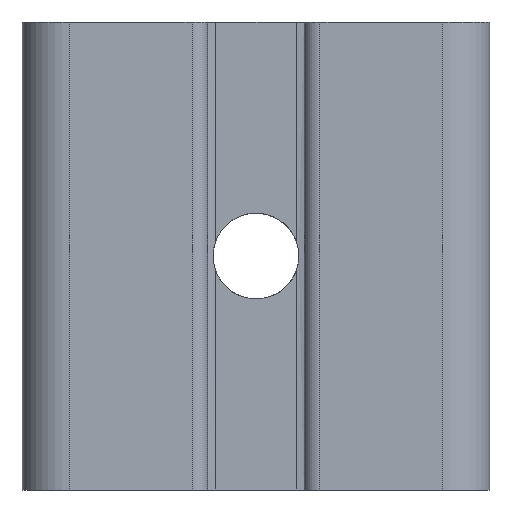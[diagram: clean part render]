
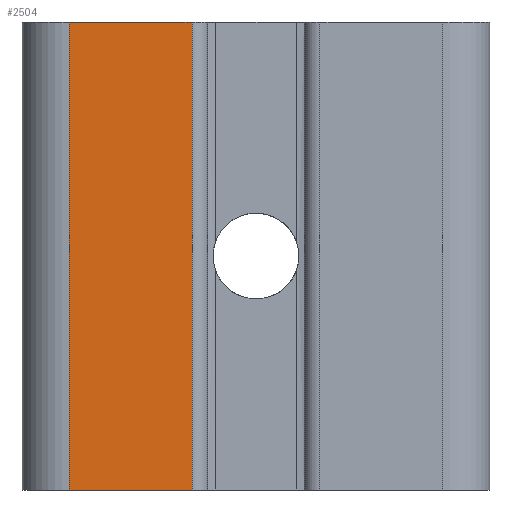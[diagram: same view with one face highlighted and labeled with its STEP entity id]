
A CAD part, left-side view. The second image highlights one B-rep face of the part: STEP entity #2504.
In plain terms, the highlighted planar face has unit normal (-1, 0, 0).
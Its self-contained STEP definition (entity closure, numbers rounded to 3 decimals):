
#54=PLANE('',#2722);
#221=LINE('',#4470,#443);
#222=LINE('',#4474,#444);
#223=LINE('',#4476,#445);
#224=LINE('',#4477,#446);
#443=VECTOR('',#3296,30.);
#444=VECTOR('',#3301,7.866);
#445=VECTOR('',#3302,30.);
#446=VECTOR('',#3303,7.866);
#645=FACE_OUTER_BOUND('',#787,.T.);
#787=EDGE_LOOP('',(#1978,#1979,#1980,#1981));
#1163=VERTEX_POINT('',#4467);
#1164=VERTEX_POINT('',#4469);
#1165=VERTEX_POINT('',#4473);
#1166=VERTEX_POINT('',#4475);
#1494=EDGE_CURVE('',#1164,#1163,#221,.T.);
#1496=EDGE_CURVE('',#1163,#1165,#222,.T.);
#1497=EDGE_CURVE('',#1166,#1165,#223,.T.);
#1498=EDGE_CURVE('',#1166,#1164,#224,.T.);
#1978=ORIENTED_EDGE('',*,*,#1496,.T.);
#1979=ORIENTED_EDGE('',*,*,#1497,.F.);
#1980=ORIENTED_EDGE('',*,*,#1498,.T.);
#1981=ORIENTED_EDGE('',*,*,#1494,.T.);
#2504=ADVANCED_FACE('',(#645),#54,.T.);
#2722=AXIS2_PLACEMENT_3D('',#4472,#3299,#3300);
#3296=DIRECTION('',(0.,0.,1.));
#3299=DIRECTION('center_axis',(-1.,0.,
0.));
#3300=DIRECTION('ref_axis',(0.,0.,1.));
#3301=DIRECTION('',(0.,1.,0.));
#3302=DIRECTION('',(0.,0.,1.));
#3303=DIRECTION('',(0.,-1.,0.));
#4467=CARTESIAN_POINT('',(0.,19.1,30.));
#4469=CARTESIAN_POINT('',(0.,19.1,0.));
#4470=CARTESIAN_POINT('',(0.,19.1,0.));
#4472=CARTESIAN_POINT('Origin',(0.,19.1,0.));
#4473=CARTESIAN_POINT('',(0.,26.966,30.));
#4474=CARTESIAN_POINT('',(0.,26.966,30.));
#4475=CARTESIAN_POINT('',(0.,26.966,0.));
#4476=CARTESIAN_POINT('',(0.,26.966,0.));
#4477=CARTESIAN_POINT('',(0.,26.966,0.));
